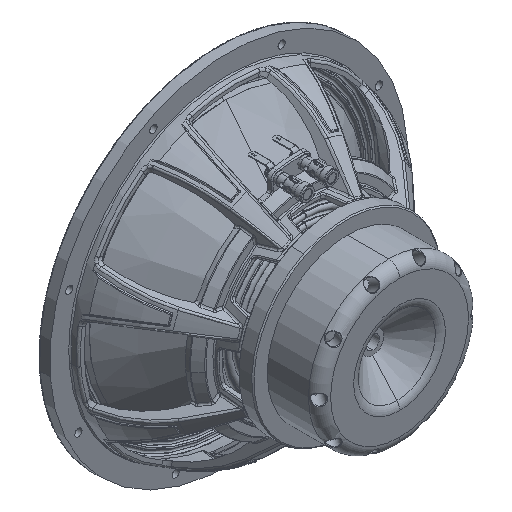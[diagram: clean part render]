
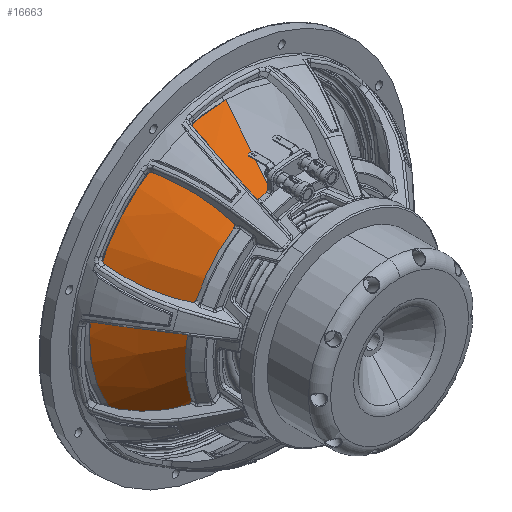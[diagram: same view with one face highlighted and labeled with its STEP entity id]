
A CAD part, isometric view. The second image highlights one B-rep face of the part: STEP entity #16663.
In plain terms, the highlighted conical face has half-angle 51.291 degrees and reference radius 52.251 mm.
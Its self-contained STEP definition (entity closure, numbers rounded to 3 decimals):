
#342 = FACE_OUTER_BOUND ( 'NONE', #3201, .T. ) ;
#3201 = EDGE_LOOP ( 'NONE', ( #34395, #49082, #43366, #29078 ) ) ;
#7160 = DIRECTION ( 'NONE',  ( 0., -1., 0. ) ) ;
#7700 = DIRECTION ( 'NONE',  ( 0., 0.625, -0.78 ) ) ;
#8039 = CIRCLE ( 'NONE', #50544, 52.251 ) ;
#10580 = LINE ( 'NONE', #33801, #59494 ) ;
#12067 = VERTEX_POINT ( 'NONE', #49386 ) ;
#16663 = ADVANCED_FACE ( 'NONE', ( #342 ), #62051, .T. ) ;
#16961 = DIRECTION ( 'NONE',  ( 0., 0., -1. ) ) ;
#23523 = CARTESIAN_POINT ( 'NONE',  ( 0., 99.674, 0. ) ) ;
#24617 = CARTESIAN_POINT ( 'NONE',  ( 0., 99.674, 52.251 ) ) ;
#25898 = EDGE_CURVE ( 'NONE', #48994, #12067, #8039, .T. ) ;
#29078 = ORIENTED_EDGE ( 'NONE', *, *, #61096, .T. ) ;
#29989 = CARTESIAN_POINT ( 'NONE',  ( 0., 156.174, 122.751 ) ) ;
#30358 = DIRECTION ( 'NONE',  ( 0., 0., -1. ) ) ;
#30820 = AXIS2_PLACEMENT_3D ( 'NONE', #59267, #7160, #30358 ) ;
#33801 = CARTESIAN_POINT ( 'NONE',  ( 0., 99.674, 52.251 ) ) ;
#34395 = ORIENTED_EDGE ( 'NONE', *, *, #70537, .F. ) ;
#36612 = LINE ( 'NONE', #59805, #60486 ) ;
#43366 = ORIENTED_EDGE ( 'NONE', *, *, #58812, .T. ) ;
#45900 = CARTESIAN_POINT ( 'NONE',  ( 0., 99.674, 0. ) ) ;
#46750 = DIRECTION ( 'NONE',  ( 0., 1., 0. ) ) ;
#48994 = VERTEX_POINT ( 'NONE', #24617 ) ;
#49082 = ORIENTED_EDGE ( 'NONE', *, *, #25898, .F. ) ;
#49193 = VERTEX_POINT ( 'NONE', #60722 ) ;
#49386 = CARTESIAN_POINT ( 'NONE',  ( 0., 99.674, -52.251 ) ) ;
#50544 = AXIS2_PLACEMENT_3D ( 'NONE', #45900, #69098, #16961 ) ;
#56984 = DIRECTION ( 'NONE',  ( 0., 0.625, 0.78 ) ) ;
#58812 = EDGE_CURVE ( 'NONE', #48994, #68091, #10580, .T. ) ;
#59267 = CARTESIAN_POINT ( 'NONE',  ( 0., 156.174, 0. ) ) ;
#59494 = VECTOR ( 'NONE', #56984, 1000. ) ;
#59805 = CARTESIAN_POINT ( 'NONE',  ( 0., 99.674, -52.251 ) ) ;
#60486 = VECTOR ( 'NONE', #7700, 1000. ) ;
#60722 = CARTESIAN_POINT ( 'NONE',  ( 0., 156.174, -122.751 ) ) ;
#61096 = EDGE_CURVE ( 'NONE', #68091, #49193, #63626, .T. ) ;
#62051 = CONICAL_SURFACE ( 'NONE', #65816, 52.251, 0.895 ) ;
#63626 = CIRCLE ( 'NONE', #30820, 122.751 ) ;
#65816 = AXIS2_PLACEMENT_3D ( 'NONE', #23523, #46750, #69938 ) ;
#68091 = VERTEX_POINT ( 'NONE', #29989 ) ;
#69098 = DIRECTION ( 'NONE',  ( 0., -1., 0. ) ) ;
#69938 = DIRECTION ( 'NONE',  ( 0., 0., 1. ) ) ;
#70537 = EDGE_CURVE ( 'NONE', #12067, #49193, #36612, .T. ) ;
